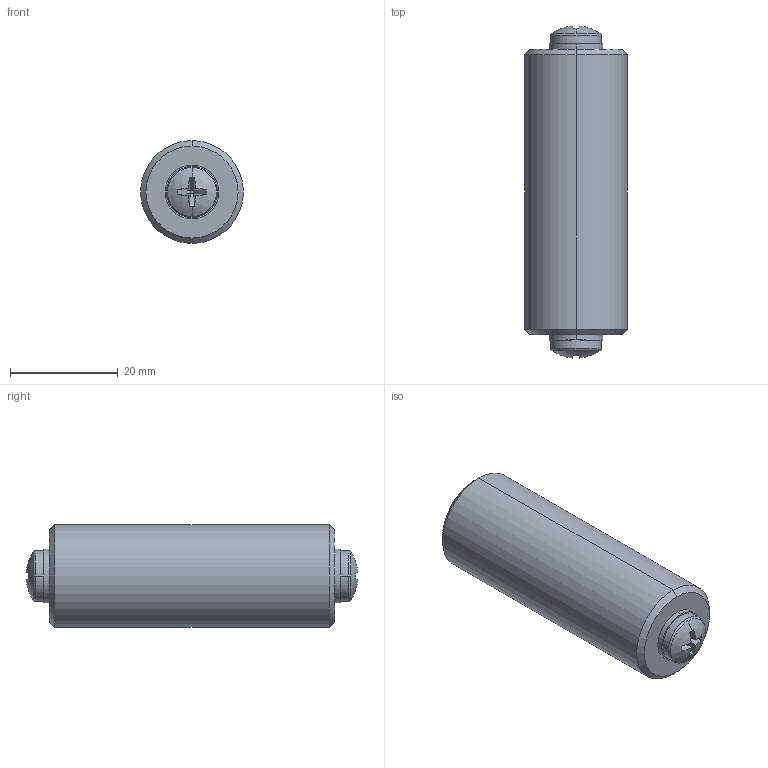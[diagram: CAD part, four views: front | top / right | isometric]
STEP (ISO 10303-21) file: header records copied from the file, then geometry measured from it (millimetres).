
FILE_DESCRIPTION (( 'STEP AP214' ), '1' );
FILE_NAME ('273-CSO-51-20.STEP', '2015-06-29T13:53:04', ( 'allectra' ), ( 'Microsoft' ), 'SwSTEP 2.0', 'SolidWorks 2014', '' );
FILE_SCHEMA (( 'AUTOMOTIVE_DESIGN' ));
Length unit declared in the file: millimetre
Products named in the file (4): Scheibe DIN 125_Washer DIN 125 - A 5.3; 9273-CSO-X-X_9273-CSO-51-20; CR-PHMS 0.19-32x0.375x0.375-N_CR-PHMS 0.19-32x0.375x0.375-N; 273-CSO-51-20
Assembly tree (5 placements, depth 2):
  273-CSO-51-20
    9273-CSO-X-X_9273-CSO-51-20
    CR-PHMS 0.19-32x0.375x0.375-N_CR-PHMS 0.19-32x0.375x0.375-N  x2
    Scheibe DIN 125_Washer DIN 125 - A 5.3  x2
Bounding box: 19.1 x 61.67 x 19.1 mm (x, y, z)
Volume: 15326.6 mm3; surface area: 5212 mm2
Topology: 5 solids, 5 shells, 74 faces, 158 edges, 94 vertices
Faces by surface type: plane 36, cylinder 22, cone 8, torus 4, sphere 4
Entity records: 1410 total; most frequent: DIRECTION 252, CARTESIAN_POINT 201, ORIENTED_EDGE 184, AXIS2_PLACEMENT_3D 107, EDGE_CURVE 92, VERTEX_POINT 56, CIRCLE 54, EDGE_LOOP 50
